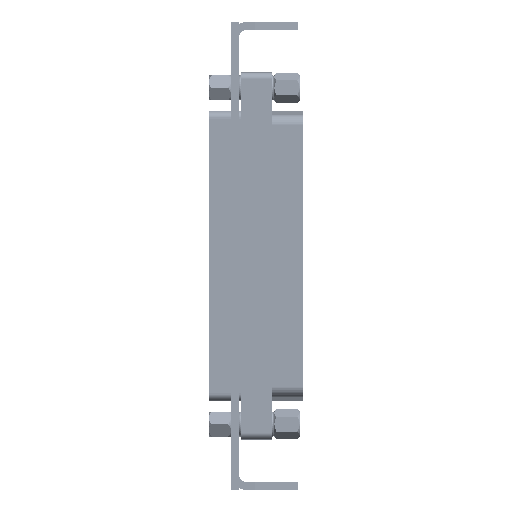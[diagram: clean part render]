
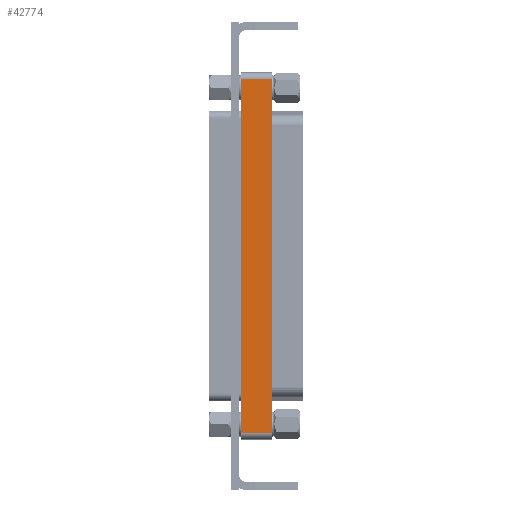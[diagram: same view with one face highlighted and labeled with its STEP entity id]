
A CAD part, left-side view. The second image highlights one B-rep face of the part: STEP entity #42774.
In plain terms, the highlighted face is planar.
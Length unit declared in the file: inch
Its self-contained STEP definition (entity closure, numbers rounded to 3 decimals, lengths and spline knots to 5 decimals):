
#1114 = VERTEX_POINT ( 'NONE', #16352 ) ;
#1410 = CARTESIAN_POINT ( 'NONE',  ( -1.365, -0.115, -0.25 ) ) ;
#2317 = VERTEX_POINT ( 'NONE', #41947 ) ;
#2570 = VECTOR ( 'NONE', #14916, 39.37008 ) ;
#4260 = CARTESIAN_POINT ( 'NONE',  ( -1.365, 0.115, -0.25 ) ) ;
#6209 = EDGE_CURVE ( 'NONE', #1114, #12032, #8648, .T. ) ;
#8566 = VECTOR ( 'NONE', #13398, 39.37008 ) ;
#8648 = LINE ( 'NONE', #1410, #43028 ) ;
#9137 = VERTEX_POINT ( 'NONE', #43241 ) ;
#10105 = VECTOR ( 'NONE', #24852, 39.37008 ) ;
#12032 = VERTEX_POINT ( 'NONE', #18721 ) ;
#13017 = EDGE_CURVE ( 'NONE', #2317, #1114, #30004, .T. ) ;
#13235 = ORIENTED_EDGE ( 'NONE', *, *, #13017, .T. ) ;
#13300 = LINE ( 'NONE', #4260, #10105 ) ;
#13398 = DIRECTION ( 'NONE',  ( 0., 1., 0. ) ) ;
#14116 = PLANE ( 'NONE',  #23783 ) ;
#14916 = DIRECTION ( 'NONE',  ( 0., -1., 0. ) ) ;
#16352 = CARTESIAN_POINT ( 'NONE',  ( 1.315, -0.115, -0.25 ) ) ;
#16892 = ORIENTED_EDGE ( 'NONE', *, *, #6209, .T. ) ;
#17542 = DIRECTION ( 'NONE',  ( 1., 0., 0. ) ) ;
#18721 = CARTESIAN_POINT ( 'NONE',  ( -1.315, -0.115, -0.25 ) ) ;
#22145 = EDGE_CURVE ( 'NONE', #2317, #9137, #13300, .T. ) ;
#23783 = AXIS2_PLACEMENT_3D ( 'NONE', #31276, #38173, #17542 ) ;
#24852 = DIRECTION ( 'NONE',  ( -1., 0., 0. ) ) ;
#25332 = CARTESIAN_POINT ( 'NONE',  ( 1.315, 0.115, -0.25 ) ) ;
#26811 = LINE ( 'NONE', #44230, #8566 ) ;
#30004 = LINE ( 'NONE', #25332, #2570 ) ;
#31276 = CARTESIAN_POINT ( 'NONE',  ( -1.365, 0.115, -0.25 ) ) ;
#31687 = EDGE_LOOP ( 'NONE', ( #36485, #13235, #16892, #44157 ) ) ;
#33862 = FACE_OUTER_BOUND ( 'NONE', #31687, .T. ) ;
#35806 = DIRECTION ( 'NONE',  ( -1., 0., 0. ) ) ;
#36485 = ORIENTED_EDGE ( 'NONE', *, *, #22145, .F. ) ;
#38173 = DIRECTION ( 'NONE',  ( 0., 0., 1. ) ) ;
#41947 = CARTESIAN_POINT ( 'NONE',  ( 1.315, 0.115, -0.25 ) ) ;
#42774 = ADVANCED_FACE ( 'NONE', ( #33862 ), #14116, .F. ) ;
#43028 = VECTOR ( 'NONE', #35806, 39.37008 ) ;
#43241 = CARTESIAN_POINT ( 'NONE',  ( -1.315, 0.115, -0.25 ) ) ;
#43982 = EDGE_CURVE ( 'NONE', #12032, #9137, #26811, .T. ) ;
#44157 = ORIENTED_EDGE ( 'NONE', *, *, #43982, .T. ) ;
#44230 = CARTESIAN_POINT ( 'NONE',  ( -1.315, 0.115, -0.25 ) ) ;
